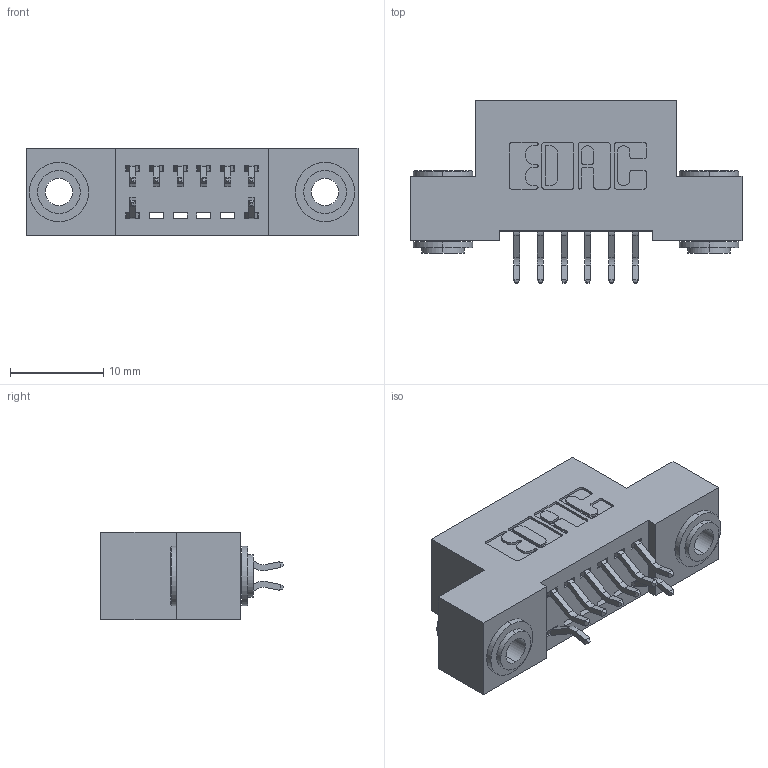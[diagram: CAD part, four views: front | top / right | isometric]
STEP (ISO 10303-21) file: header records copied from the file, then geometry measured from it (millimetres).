
FILE_DESCRIPTION (( 'STEP AP203' ), '1' );
FILE_NAME ('392-012-556-203.STEP', '2018-08-14T22:30:30', ( '' ), ( '' ), 'SwSTEP 2.0', 'SolidWorks 2016', '' );
FILE_SCHEMA (( 'CONFIG_CONTROL_DESIGN' ));
Length unit declared in the file: inch
Products named in the file (4): 345-292-001_556 Tail; 342-250-002_345-250-002-102; 392-012-556-203; 342 Part_.156 TH
Assembly tree (11 placements, depth 2):
  392-012-556-203
    342 Part_.156 TH
    345-292-001_556 Tail  x8
    342-250-002_345-250-002-102  x2
Bounding box: 35.56 x 19.58 x 9.4 mm (x, y, z)
Volume: 3011.3 mm3; surface area: 4021.9 mm2
Topology: 11 solids, 11 shells, 636 faces, 1843 edges, 1214 vertices
Faces by surface type: plane 420, cylinder 208, cone 8
Entity records: 9126 total; most frequent: CARTESIAN_POINT 1561, ORIENTED_EDGE 1482, DIRECTION 1415, EDGE_CURVE 741, LINE 581, VECTOR 581, VERTEX_POINT 490, AXIS2_PLACEMENT_3D 417
